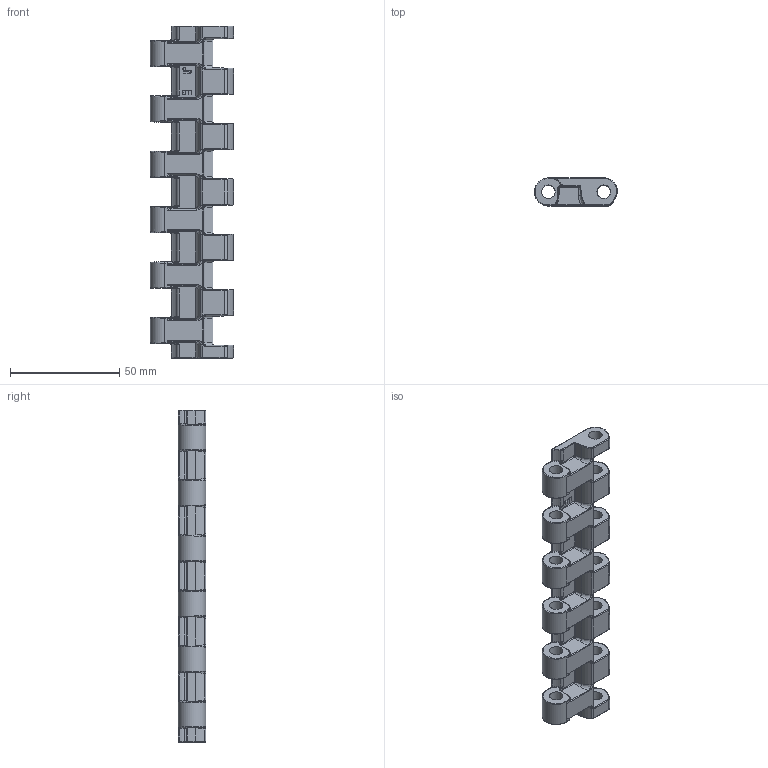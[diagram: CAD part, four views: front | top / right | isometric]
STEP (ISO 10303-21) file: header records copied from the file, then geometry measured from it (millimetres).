
FILE_DESCRIPTION(/* description */ (''),/* implementation_level */ '2;1');
FILE_NAME(/* name */ 'uni ITB K600 Center.stp',/* time_stamp */ '2024-07-23T16:35:26+02:00',/* author */ ('manuel.prieto'),/* organization */ (''),/* preprocessor_version */ 'ST-DEVELOPER v20',/* originating_system */ 'Autodesk Inventor 2025',/* authorisation */ '');
FILE_SCHEMA (('AUTOMOTIVE_DESIGN { 1 0 10303 214 3 1 1 }'));
Products named in the file (1): P1685
Bounding box: 38.09 x 12.7 x 152.2 mm (x, y, z)
Volume: 33147.3 mm3; surface area: 17743.5 mm2
Topology: 1 solids, 1 shells, 792 faces, 1875 edges, 1094 vertices
Faces by surface type: cylinder 307, bspline 288, plane 175, torus 18, sphere 4
Full cylindrical faces by diameter (mm): 1.308 x1, 6.2 x13
Entity records: 69369 total; most frequent: CARTESIAN_POINT 52193, ORIENTED_EDGE 3750, DIRECTION 3465, EDGE_CURVE 1875, AXIS2_PLACEMENT_3D 1345, VERTEX_POINT 1094, EDGE_LOOP 827, FACE_OUTER_BOUND 792
